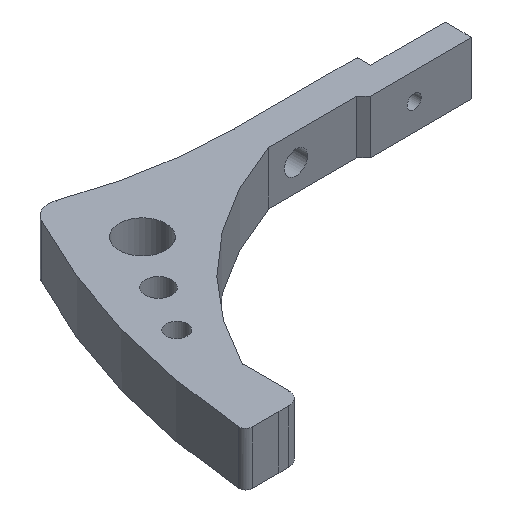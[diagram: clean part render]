
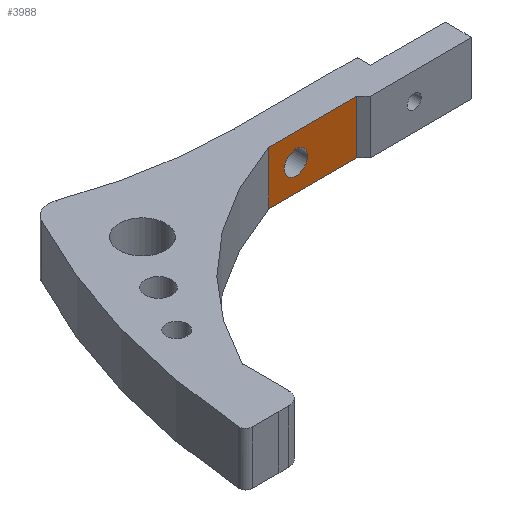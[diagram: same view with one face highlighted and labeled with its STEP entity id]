
A CAD part, isometric view. The second image highlights one B-rep face of the part: STEP entity #3988.
In plain terms, the highlighted planar face has unit normal (0.001, -1, 0).
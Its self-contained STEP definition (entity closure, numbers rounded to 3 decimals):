
#722 = PLANE('',#723);
#723 = AXIS2_PLACEMENT_3D('',#724,#725,#726);
#724 = CARTESIAN_POINT('',(-5.655,-3.501,
    2.993));
#725 = DIRECTION('',(-0.001,0.,
    1.));
#726 = DIRECTION('',(0.001,-1.,
    0.));
#975 = CYLINDRICAL_SURFACE('',#976,1.75);
#976 = AXIS2_PLACEMENT_3D('',#977,#978,#979);
#977 = CARTESIAN_POINT('',(-22.399,-6.027,
    -1.027));
#978 = DIRECTION('',(-0.001,1.,
    0.));
#979 = DIRECTION('',(-1.,-0.001,
    -0.001));
#1124 = PLANE('',#1125);
#1125 = AXIS2_PLACEMENT_3D('',#1126,#1127,#1128);
#1126 = CARTESIAN_POINT('',(-5.646,-3.501,
    -5.007));
#1127 = DIRECTION('',(-0.001,0.,
    1.));
#1128 = DIRECTION('',(0.001,-1.,
    0.));
#1641 = VERTEX_POINT('',#1642);
#1642 = CARTESIAN_POINT('',(-26.534,-6.032,
    2.968));
#1661 = CYLINDRICAL_SURFACE('',#1662,51.725);
#1662 = AXIS2_PLACEMENT_3D('',#1663,#1664,#1665);
#1663 = CARTESIAN_POINT('',(-10.219,-55.119,
    -4.012));
#1664 = DIRECTION('',(-0.001,0.,
    1.));
#1665 = DIRECTION('',(0.315,-0.949,0.
    ));
#1695 = EDGE_CURVE('',#1641,#1696,#1698,.T.);
#1696 = VERTEX_POINT('',#1697);
#1697 = CARTESIAN_POINT('',(-13.269,-6.016,
    2.984));
#1698 = SURFACE_CURVE('',#1699,(#1703,#1710),.PCURVE_S1.);
#1699 = LINE('',#1700,#1701);
#1700 = CARTESIAN_POINT('',(-26.534,-6.032,
    2.968));
#1701 = VECTOR('',#1702,1.);
#1702 = DIRECTION('',(1.,0.001,
    0.001));
#1703 = PCURVE('',#722,#1704);
#1704 = DEFINITIONAL_REPRESENTATION('',(#1705),#1709);
#1705 = LINE('',#1706,#1707);
#1706 = CARTESIAN_POINT('',(2.505,-20.882));
#1707 = VECTOR('',#1708,1.);
#1708 = DIRECTION('',(0.,1.));
#1709 = ( GEOMETRIC_REPRESENTATION_CONTEXT(2) 
PARAMETRIC_REPRESENTATION_CONTEXT() REPRESENTATION_CONTEXT('2D SPACE',''
  ) );
#1710 = PCURVE('',#1711,#1716);
#1711 = PLANE('',#1712);
#1712 = AXIS2_PLACEMENT_3D('',#1713,#1714,#1715);
#1713 = CARTESIAN_POINT('',(-26.526,-6.032,
    -4.032));
#1714 = DIRECTION('',(0.001,-1.,
    0.));
#1715 = DIRECTION('',(1.,0.001,
    0.001));
#1716 = DEFINITIONAL_REPRESENTATION('',(#1717),#1721);
#1717 = LINE('',#1718,#1719);
#1718 = CARTESIAN_POINT('',(0.,7.));
#1719 = VECTOR('',#1720,1.);
#1720 = DIRECTION('',(1.,0.));
#1721 = ( GEOMETRIC_REPRESENTATION_CONTEXT(2) 
PARAMETRIC_REPRESENTATION_CONTEXT() REPRESENTATION_CONTEXT('2D SPACE',''
  ) );
#1739 = PLANE('',#1740);
#1740 = AXIS2_PLACEMENT_3D('',#1741,#1742,#1743);
#1741 = CARTESIAN_POINT('',(-12.766,-6.515,
    0.985));
#1742 = DIRECTION('',(-0.706,-0.708,
    -0.001));
#1743 = DIRECTION('',(0.708,-0.706,0.001
    ));
#3074 = VERTEX_POINT('',#3075);
#3075 = CARTESIAN_POINT('',(-13.259,-6.016,
    -5.016));
#3096 = EDGE_CURVE('',#3074,#3097,#3099,.T.);
#3097 = VERTEX_POINT('',#3098);
#3098 = CARTESIAN_POINT('',(-26.525,-6.032,
    -5.032));
#3099 = SURFACE_CURVE('',#3100,(#3104,#3111),.PCURVE_S1.);
#3100 = LINE('',#3101,#3102);
#3101 = CARTESIAN_POINT('',(0.006,-6.,-5.));
#3102 = VECTOR('',#3103,1.);
#3103 = DIRECTION('',(-1.,-0.001,
    -0.001));
#3104 = PCURVE('',#1124,#3105);
#3105 = DEFINITIONAL_REPRESENTATION('',(#3106),#3110);
#3106 = LINE('',#3107,#3108);
#3107 = CARTESIAN_POINT('',(2.505,5.649));
#3108 = VECTOR('',#3109,1.);
#3109 = DIRECTION('',(0.,-1.));
#3110 = ( GEOMETRIC_REPRESENTATION_CONTEXT(2) 
PARAMETRIC_REPRESENTATION_CONTEXT() REPRESENTATION_CONTEXT('2D SPACE',''
  ) );
#3111 = PCURVE('',#1711,#3112);
#3112 = DEFINITIONAL_REPRESENTATION('',(#3113),#3117);
#3113 = LINE('',#3114,#3115);
#3114 = CARTESIAN_POINT('',(26.531,-1.));
#3115 = VECTOR('',#3116,1.);
#3116 = DIRECTION('',(-1.,0.));
#3117 = ( GEOMETRIC_REPRESENTATION_CONTEXT(2) 
PARAMETRIC_REPRESENTATION_CONTEXT() REPRESENTATION_CONTEXT('2D SPACE',''
  ) );
#3394 = EDGE_CURVE('',#3097,#1641,#3395,.T.);
#3395 = SURFACE_CURVE('',#3396,(#3400,#3406),.PCURVE_S1.);
#3396 = LINE('',#3397,#3398);
#3397 = CARTESIAN_POINT('',(-26.526,-6.032,
    -4.032));
#3398 = VECTOR('',#3399,1.);
#3399 = DIRECTION('',(-0.001,0.,
    1.));
#3400 = PCURVE('',#1661,#3401);
#3401 = DEFINITIONAL_REPRESENTATION('',(#3402),#3405);
#3402 = B_SPLINE_CURVE_WITH_KNOTS('',1,(#3403,#3404),.UNSPECIFIED.,.F.,
  .F.,(2,2),(-1.,7.),.PIECEWISE_BEZIER_KNOTS.);
#3403 = CARTESIAN_POINT('',(3.142,-1.));
#3404 = CARTESIAN_POINT('',(3.142,7.));
#3405 = ( GEOMETRIC_REPRESENTATION_CONTEXT(2) 
PARAMETRIC_REPRESENTATION_CONTEXT() REPRESENTATION_CONTEXT('2D SPACE',''
  ) );
#3406 = PCURVE('',#1711,#3407);
#3407 = DEFINITIONAL_REPRESENTATION('',(#3408),#3412);
#3408 = LINE('',#3409,#3410);
#3409 = CARTESIAN_POINT('',(0.,0.));
#3410 = VECTOR('',#3411,1.);
#3411 = DIRECTION('',(0.,1.));
#3412 = ( GEOMETRIC_REPRESENTATION_CONTEXT(2) 
PARAMETRIC_REPRESENTATION_CONTEXT() REPRESENTATION_CONTEXT('2D SPACE',''
  ) );
#3489 = EDGE_CURVE('',#3074,#1696,#3490,.T.);
#3490 = SURFACE_CURVE('',#3491,(#3495,#3502),.PCURVE_S1.);
#3491 = LINE('',#3492,#3493);
#3492 = CARTESIAN_POINT('',(-13.265,-6.016,
    -0.516));
#3493 = VECTOR('',#3494,1.);
#3494 = DIRECTION('',(-0.001,0.,
    1.));
#3495 = PCURVE('',#1739,#3496);
#3496 = DEFINITIONAL_REPRESENTATION('',(#3497),#3501);
#3497 = LINE('',#3498,#3499);
#3498 = CARTESIAN_POINT('',(-0.707,-1.5));
#3499 = VECTOR('',#3500,1.);
#3500 = DIRECTION('',(0.,1.));
#3501 = ( GEOMETRIC_REPRESENTATION_CONTEXT(2) 
PARAMETRIC_REPRESENTATION_CONTEXT() REPRESENTATION_CONTEXT('2D SPACE',''
  ) );
#3502 = PCURVE('',#1711,#3503);
#3503 = DEFINITIONAL_REPRESENTATION('',(#3504),#3508);
#3504 = LINE('',#3505,#3506);
#3505 = CARTESIAN_POINT('',(13.265,3.5));
#3506 = VECTOR('',#3507,1.);
#3507 = DIRECTION('',(0.,1.));
#3508 = ( GEOMETRIC_REPRESENTATION_CONTEXT(2) 
PARAMETRIC_REPRESENTATION_CONTEXT() REPRESENTATION_CONTEXT('2D SPACE',''
  ) );
#3812 = VERTEX_POINT('',#3813);
#3813 = CARTESIAN_POINT('',(-20.649,-6.025,
    -1.025));
#3833 = EDGE_CURVE('',#3812,#3812,#3834,.T.);
#3834 = SURFACE_CURVE('',#3835,(#3840,#3869),.PCURVE_S1.);
#3835 = CIRCLE('',#3836,1.75);
#3836 = AXIS2_PLACEMENT_3D('',#3837,#3838,#3839);
#3837 = CARTESIAN_POINT('',(-22.399,-6.027,
    -1.027));
#3838 = DIRECTION('',(-0.001,1.,
    0.));
#3839 = DIRECTION('',(-1.,-0.001,
    -0.001));
#3840 = PCURVE('',#975,#3841);
#3841 = DEFINITIONAL_REPRESENTATION('',(#3842),#3868);
#3842 = B_SPLINE_CURVE_WITH_KNOTS('',3,(#3843,#3844,#3845,#3846,#3847,
    #3848,#3849,#3850,#3851,#3852,#3853,#3854,#3855,#3856,#3857,#3858,
    #3859,#3860,#3861,#3862,#3863,#3864,#3865,#3866,#3867),
  .UNSPECIFIED.,.F.,.F.,(4,1,1,1,1,1,1,1,1,1,1,1,1,1,1,1,1,1,1,1,1,1,4),
  (3.142,3.427,3.713,3.998,
    4.284,4.57,4.855,5.141,
    5.426,5.712,5.998,6.283,
    6.569,6.854,7.14,7.426,
    7.711,7.997,8.282,8.568,
    8.854,9.139,9.425),.QUASI_UNIFORM_KNOTS.);
#3843 = CARTESIAN_POINT('',(3.142,0.));
#3844 = CARTESIAN_POINT('',(3.237,0.));
#3845 = CARTESIAN_POINT('',(3.427,0.));
#3846 = CARTESIAN_POINT('',(3.713,0.));
#3847 = CARTESIAN_POINT('',(3.998,0.));
#3848 = CARTESIAN_POINT('',(4.284,0.));
#3849 = CARTESIAN_POINT('',(4.57,0.));
#3850 = CARTESIAN_POINT('',(4.855,0.));
#3851 = CARTESIAN_POINT('',(5.141,0.));
#3852 = CARTESIAN_POINT('',(5.426,0.));
#3853 = CARTESIAN_POINT('',(5.712,0.));
#3854 = CARTESIAN_POINT('',(5.998,0.));
#3855 = CARTESIAN_POINT('',(6.283,0.));
#3856 = CARTESIAN_POINT('',(6.569,0.));
#3857 = CARTESIAN_POINT('',(6.854,0.));
#3858 = CARTESIAN_POINT('',(7.14,0.));
#3859 = CARTESIAN_POINT('',(7.426,0.));
#3860 = CARTESIAN_POINT('',(7.711,0.));
#3861 = CARTESIAN_POINT('',(7.997,0.));
#3862 = CARTESIAN_POINT('',(8.282,0.));
#3863 = CARTESIAN_POINT('',(8.568,0.));
#3864 = CARTESIAN_POINT('',(8.854,0.));
#3865 = CARTESIAN_POINT('',(9.139,0.));
#3866 = CARTESIAN_POINT('',(9.33,0.));
#3867 = CARTESIAN_POINT('',(9.425,0.));
#3868 = ( GEOMETRIC_REPRESENTATION_CONTEXT(2) 
PARAMETRIC_REPRESENTATION_CONTEXT() REPRESENTATION_CONTEXT('2D SPACE',''
  ) );
#3869 = PCURVE('',#1711,#3870);
#3870 = DEFINITIONAL_REPRESENTATION('',(#3871),#3879);
#3871 = ( BOUNDED_CURVE() B_SPLINE_CURVE(2,(#3872,#3873,#3874,#3875,
#3876,#3877,#3878),.UNSPECIFIED.,.F.,.F.) B_SPLINE_CURVE_WITH_KNOTS((1,2
    ,2,2,2,1),(-2.094,0.,2.094,4.189,
6.283,8.378),.UNSPECIFIED.) CURVE() 
GEOMETRIC_REPRESENTATION_ITEM() RATIONAL_B_SPLINE_CURVE((1.,0.5,1.,0.5,
1.,0.5,1.)) REPRESENTATION_ITEM('') );
#3872 = CARTESIAN_POINT('',(2.38,3.));
#3873 = CARTESIAN_POINT('',(2.38,6.031));
#3874 = CARTESIAN_POINT('',(5.005,4.516));
#3875 = CARTESIAN_POINT('',(7.63,3.));
#3876 = CARTESIAN_POINT('',(5.005,1.484));
#3877 = CARTESIAN_POINT('',(2.38,-0.031));
#3878 = CARTESIAN_POINT('',(2.38,3.));
#3879 = ( GEOMETRIC_REPRESENTATION_CONTEXT(2) 
PARAMETRIC_REPRESENTATION_CONTEXT() REPRESENTATION_CONTEXT('2D SPACE',''
  ) );
#3988 = ADVANCED_FACE('',(#3989,#3995),#1711,.T.);
#3989 = FACE_BOUND('',#3990,.T.);
#3990 = EDGE_LOOP('',(#3991,#3992,#3993,#3994));
#3991 = ORIENTED_EDGE('',*,*,#3489,.T.);
#3992 = ORIENTED_EDGE('',*,*,#1695,.F.);
#3993 = ORIENTED_EDGE('',*,*,#3394,.F.);
#3994 = ORIENTED_EDGE('',*,*,#3096,.F.);
#3995 = FACE_BOUND('',#3996,.T.);
#3996 = EDGE_LOOP('',(#3997));
#3997 = ORIENTED_EDGE('',*,*,#3833,.T.);
